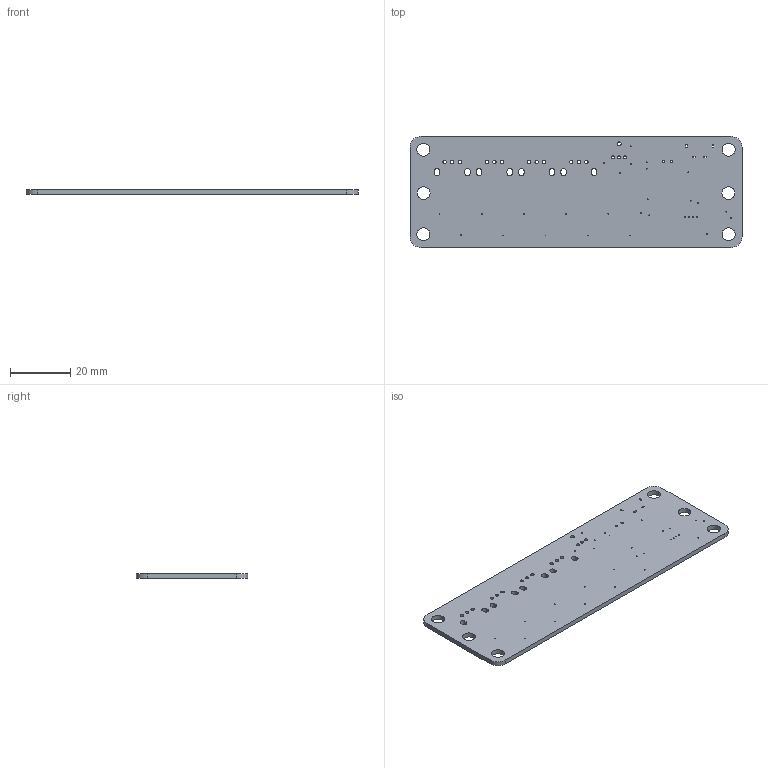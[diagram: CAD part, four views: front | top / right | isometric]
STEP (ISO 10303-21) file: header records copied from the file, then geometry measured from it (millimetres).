
FILE_DESCRIPTION(('Designed by EasyEDA Pro'),'2;1');
FILE_NAME('Open CASCADE Shape Model','2023-01-17T16:22:46',('Author'),( 'Open CASCADE'),'Open CASCADE STEP processor 7.6','Open CASCADE 7.6' ,'Unknown');
FILE_SCHEMA(('AUTOMOTIVE_DESIGN { 1 0 10303 214 1 1 1 1 }'));
Length unit declared in the file: millimetre
Products named in the file (2): PCBModel; COMPOUND
Assembly tree (1 placements, depth 2):
  PCBModel
    COMPOUND
Bounding box: 109.83 x 36.8 x 1.6 mm (x, y, z)
Volume: 6232.7 mm3; surface area: 8624 mm2
Topology: 1 solids, 1 shells, 111 faces, 327 edges, 218 vertices
Faces by surface type: cylinder 81, plane 30
Full cylindrical faces by diameter (mm): 0.305 x29, 0.8 x2, 1 x3, 1.1 x12, 1.3 x1, 4.242 x2, 4.3 x4
Entity records: 4846 total; most frequent: DIRECTION 715, CARTESIAN_POINT 658, ORIENTED_EDGE 654, EDGE_CURVE 327, AXIS2_PLACEMENT_3D 275, FACE_BOUND 241, EDGE_LOOP 241, VERTEX_POINT 218
